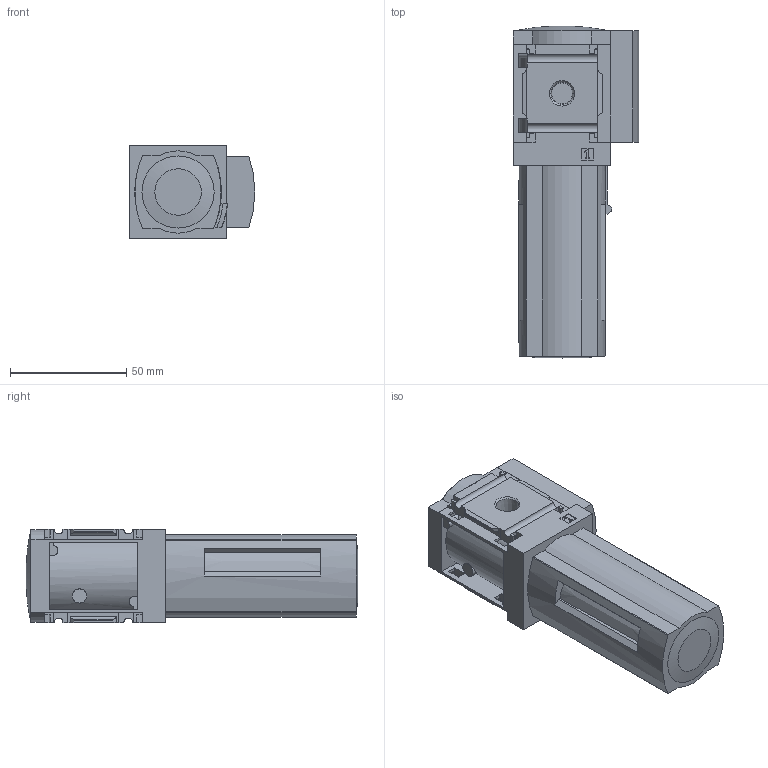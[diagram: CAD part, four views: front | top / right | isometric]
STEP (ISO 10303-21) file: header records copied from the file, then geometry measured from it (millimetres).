
FILE_DESCRIPTION(/* description */ ('STEP AP214'),/* implementation_level */ '2;1');
FILE_NAME(/* name */ '536715_MS4N-LFX-1_8-R',/* time_stamp */ '2024-09-09T21:53:14+02:00',/* author */ ('License CC BY-ND 4.0'),/* organization */ ('CADENAS'),/* preprocessor_version */ 'ST-DEVELOPER v19.3',/* originating_system */ 'PARTsolutions',/* authorisation */ ' ');
FILE_SCHEMA (('AUTOMOTIVE_DESIGN {1 0 10303 214 3 1 1}'));
Length unit declared in the file: millimetre
Products named in the file (2): 536715 MS4N-LFX-1/8-R; 527700 MS4N-LFX-1/8-R-0D
Assembly tree (1 placements, depth 2):
  536715 MS4N-LFX-1/8-R
    527700 MS4N-LFX-1/8-R-0D
Bounding box: 54 x 142.8 x 40.2 mm (x, y, z)
Volume: 193252.1 mm3; surface area: 28072.5 mm2
Topology: 1 solids, 1 shells, 246 faces, 692 edges, 456 vertices
Faces by surface type: plane 184, cylinder 50, cone 8, torus 3, sphere 1
Full cylindrical faces by diameter (mm): 6.1 x1
Entity records: 9650 total; most frequent: CARTESIAN_POINT 1452, ORIENTED_EDGE 1368, DIRECTION 1294, EDGE_CURVE 684, LINE 540, VECTOR 540, VERTEX_POINT 455, AXIS2_PLACEMENT_3D 377
